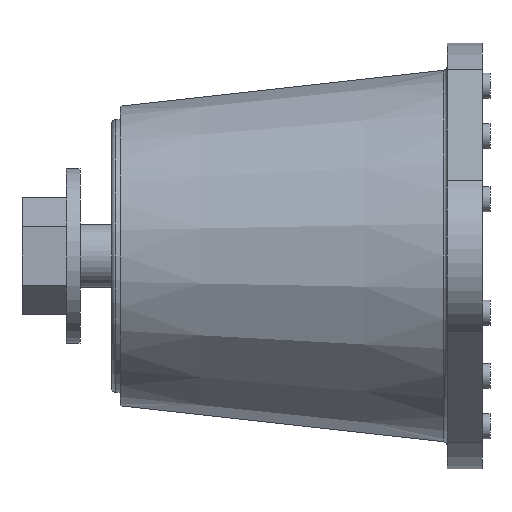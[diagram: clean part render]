
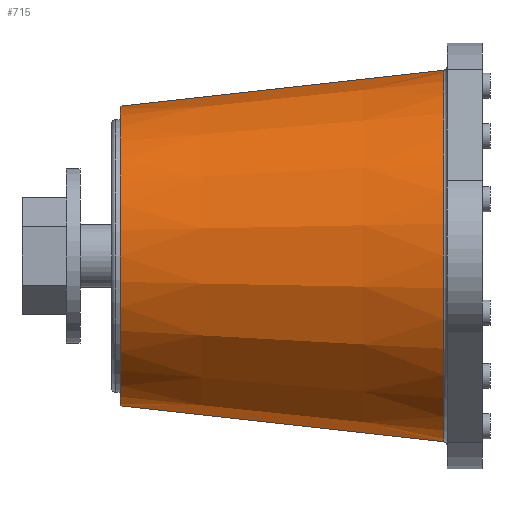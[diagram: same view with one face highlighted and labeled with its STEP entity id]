
A CAD part, left-side view. The second image highlights one B-rep face of the part: STEP entity #715.
In plain terms, the highlighted conical face has half-angle 6.334 degrees and reference radius 37.465 mm.
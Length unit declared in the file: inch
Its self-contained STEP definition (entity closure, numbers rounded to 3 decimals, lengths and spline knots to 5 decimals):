
#74 = ORIENTED_EDGE ( 'NONE', *, *, #287, .F. ) ;
#107 = CARTESIAN_POINT ( 'NONE',  ( 0., 0.28, 1.475 ) ) ;
#151 = EDGE_CURVE ( 'NONE', #2023, #2343, #1527, .T. ) ;
#283 = VERTEX_POINT ( 'NONE', #1664 ) ;
#287 = EDGE_CURVE ( 'NONE', #2023, #2136, #2766, .T. ) ;
#512 = VECTOR ( 'NONE', #746, 39.37008 ) ;
#591 = CONICAL_SURFACE ( 'NONE', #3022, 1.475, 0.111 ) ;
#678 = ORIENTED_EDGE ( 'NONE', *, *, #151, .T. ) ;
#681 = EDGE_CURVE ( 'NONE', #2343, #283, #2007, .T. ) ;
#715 = ADVANCED_FACE ( 'NONE', ( #2603 ), #591, .T. ) ;
#746 = DIRECTION ( 'NONE',  ( 0., -0.994, -0.11 ) ) ;
#882 = DIRECTION ( 'NONE',  ( 0., 0., 1. ) ) ;
#969 = EDGE_LOOP ( 'NONE', ( #74, #678, #3267, #2864 ) ) ;
#1239 = DIRECTION ( 'NONE',  ( 0., -1., 0. ) ) ;
#1505 = CARTESIAN_POINT ( 'NONE',  ( 0., 0.28, -1.475 ) ) ;
#1527 = CIRCLE ( 'NONE', #2395, 1.1875 ) ;
#1664 = CARTESIAN_POINT ( 'NONE',  ( 0., 0.3078, -1.47191 ) ) ;
#1668 = CARTESIAN_POINT ( 'NONE',  ( 0., 2.87, -1.1875 ) ) ;
#1854 = CARTESIAN_POINT ( 'NONE',  ( 0., 0.3078, 1.47191 ) ) ;
#1908 = DIRECTION ( 'NONE',  ( 0., 0., -1. ) ) ;
#1988 = CIRCLE ( 'NONE', #3133, 1.47191 ) ;
#2007 = LINE ( 'NONE', #1505, #512 ) ;
#2023 = VERTEX_POINT ( 'NONE', #3087 ) ;
#2090 = VECTOR ( 'NONE', #2687, 39.37008 ) ;
#2136 = VERTEX_POINT ( 'NONE', #1854 ) ;
#2162 = DIRECTION ( 'NONE',  ( 0., 1., 0. ) ) ;
#2343 = VERTEX_POINT ( 'NONE', #1668 ) ;
#2395 = AXIS2_PLACEMENT_3D ( 'NONE', #2626, #2907, #1908 ) ;
#2603 = FACE_OUTER_BOUND ( 'NONE', #969, .T. ) ;
#2626 = CARTESIAN_POINT ( 'NONE',  ( 0., 2.87, 0. ) ) ;
#2676 = CARTESIAN_POINT ( 'NONE',  ( 0., 0.3078, 0. ) ) ;
#2687 = DIRECTION ( 'NONE',  ( 0., -0.994, 0.11 ) ) ;
#2766 = LINE ( 'NONE', #107, #2090 ) ;
#2809 = CARTESIAN_POINT ( 'NONE',  ( 0., 0.28, 0. ) ) ;
#2864 = ORIENTED_EDGE ( 'NONE', *, *, #2880, .T. ) ;
#2880 = EDGE_CURVE ( 'NONE', #283, #2136, #1988, .T. ) ;
#2907 = DIRECTION ( 'NONE',  ( 0., -1., 0. ) ) ;
#3022 = AXIS2_PLACEMENT_3D ( 'NONE', #2809, #1239, #3281 ) ;
#3087 = CARTESIAN_POINT ( 'NONE',  ( 0., 2.87, 1.1875 ) ) ;
#3133 = AXIS2_PLACEMENT_3D ( 'NONE', #2676, #2162, #882 ) ;
#3267 = ORIENTED_EDGE ( 'NONE', *, *, #681, .T. ) ;
#3281 = DIRECTION ( 'NONE',  ( 0., 0., -1. ) ) ;
